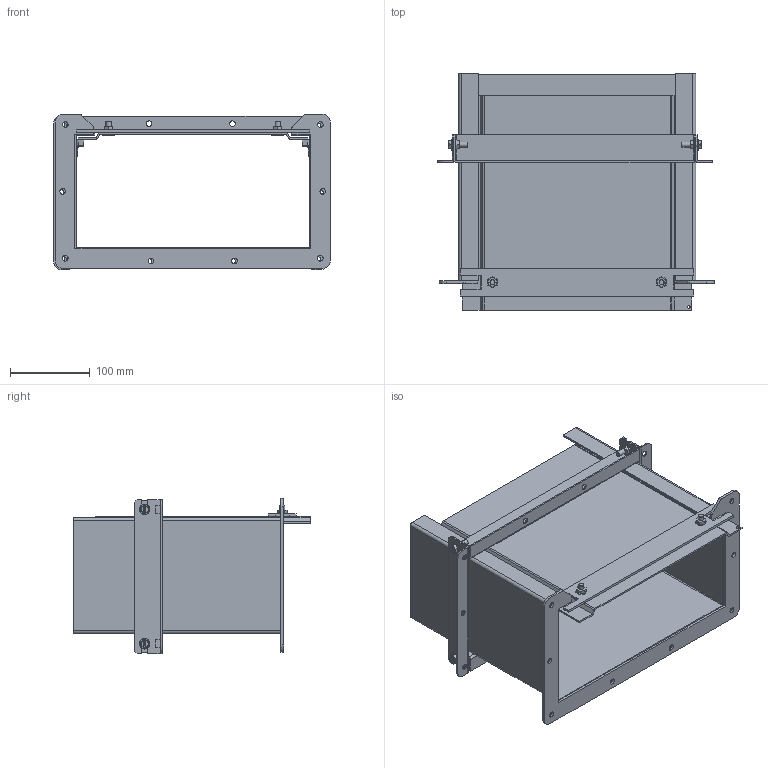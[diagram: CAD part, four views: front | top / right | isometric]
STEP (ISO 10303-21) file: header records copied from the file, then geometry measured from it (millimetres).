
FILE_DESCRIPTION (( 'STEP AP203' ), '1' );
FILE_NAME ('1485FX.step', '2020-11-19T14:46:18', ( 'ADC123' ), ( 'Microsoft' ), 'SwSTEP 2.0', 'SolidWorks 2019', '' );
FILE_SCHEMA (( 'CONFIG_CONTROL_DESIGN' ));
Length unit declared in the file: inch
Products named in the file (1): 1485FX
Bounding box: 348.08 x 296.88 x 195.11 mm (x, y, z)
Volume: 750884.5 mm3; surface area: 677519.6 mm2
Topology: 22 solids, 22 shells, 470 faces, 1220 edges, 802 vertices
Faces by surface type: plane 330, cylinder 106, bspline 32, cone 2
Full cylindrical faces by diameter (mm): 3.556 x2, 4.976 x6, 6.248 x4, 6.35 x2, 6.731 x2, 7.137 x22, 7.937 x1, 7.938 x1, 13.208 x4, 14.288 x2
Entity records: 14827 total; most frequent: CARTESIAN_POINT 3469, ORIENTED_EDGE 2344, DIRECTION 2160, EDGE_CURVE 1172, VECTOR 838, LINE 838, VERTEX_POINT 802, AXIS2_PLACEMENT_3D 661
